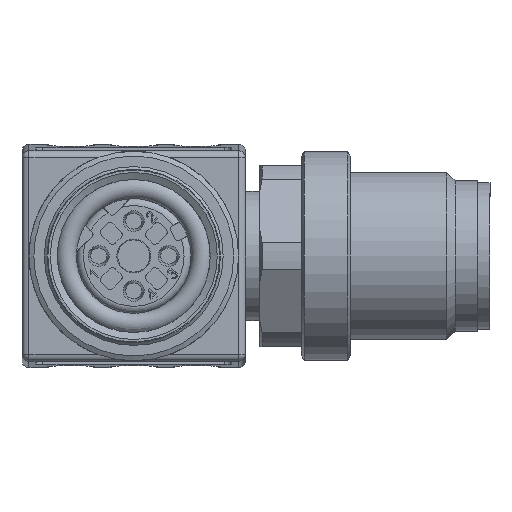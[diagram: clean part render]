
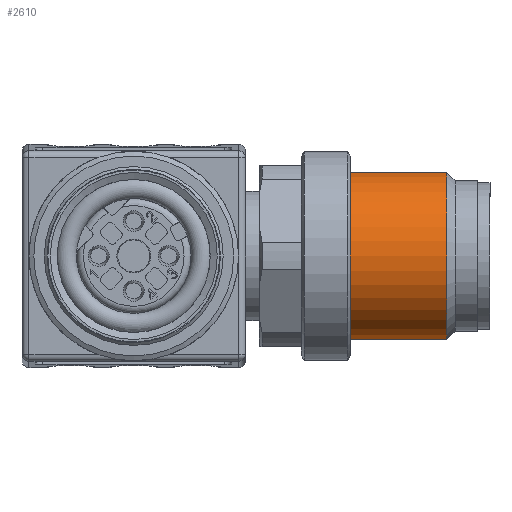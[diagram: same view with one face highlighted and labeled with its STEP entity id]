
A CAD part, left-side view. The second image highlights one B-rep face of the part: STEP entity #2610.
In plain terms, the highlighted cylindrical face has radius 6 mm (diameter 12 mm), a full revolution.
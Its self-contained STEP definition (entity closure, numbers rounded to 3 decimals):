
#409=CYLINDRICAL_SURFACE('',#9522,6.);
#2610=ADVANCED_FACE('',(#3293,#3294),#409,.T.);
#3293=FACE_BOUND('',#3685,.T.);
#3294=FACE_BOUND('',#3686,.T.);
#3685=EDGE_LOOP('',(#5276));
#3686=EDGE_LOOP('',(#5277));
#5276=ORIENTED_EDGE('',*,*,#8104,.F.);
#5277=ORIENTED_EDGE('',*,*,#8105,.T.);
#7044=VERTEX_POINT('',#16188);
#7045=VERTEX_POINT('',#16191);
#8104=EDGE_CURVE('',#7044,#7044,#8915,.T.);
#8105=EDGE_CURVE('',#7045,#7045,#8916,.T.);
#8915=CIRCLE('',#9519,6.);
#8916=CIRCLE('',#9521,6.);
#9519=AXIS2_PLACEMENT_3D('',#16187,#10954,#10955);
#9521=AXIS2_PLACEMENT_3D('',#16190,#10958,#10959);
#9522=AXIS2_PLACEMENT_3D('',#16192,#10960,#10961);
#10954=DIRECTION('',(0.,-1.,0.));
#10955=DIRECTION('',(0.5,0.,-0.866));
#10958=DIRECTION('',(0.,-1.,0.));
#10959=DIRECTION('',(0.866,0.,-0.5));
#10960=DIRECTION('',(0.,-1.,0.));
#10961=DIRECTION('',(-0.5,0.,0.866));
#16187=CARTESIAN_POINT('',(162.901,-22.4,0.));
#16188=CARTESIAN_POINT('',(165.901,-22.4,-5.196));
#16190=CARTESIAN_POINT('',(162.901,-15.5,0.));
#16191=CARTESIAN_POINT('',(168.097,-15.5,-3.));
#16192=CARTESIAN_POINT('',(162.901,-24.5,0.));
